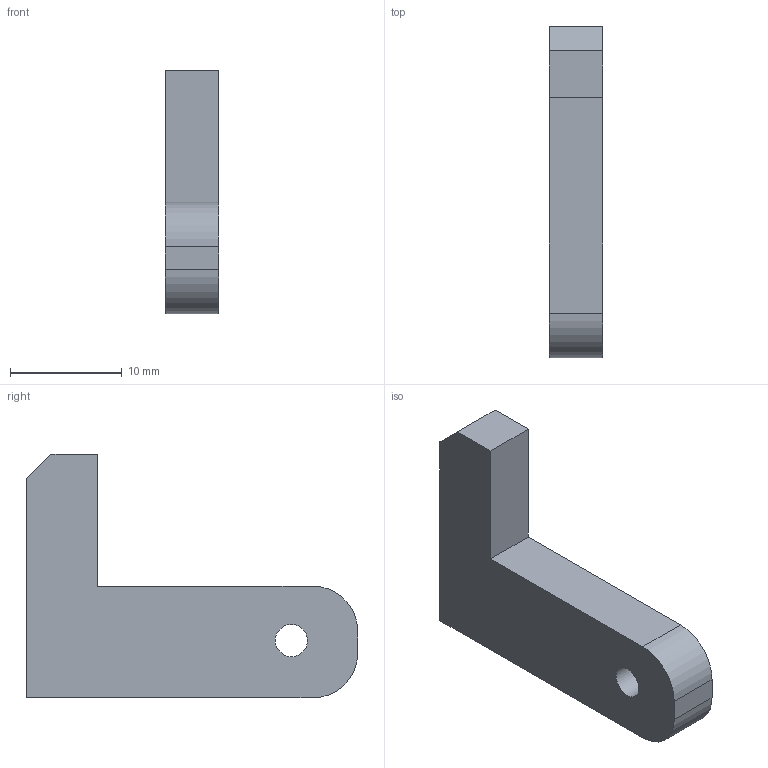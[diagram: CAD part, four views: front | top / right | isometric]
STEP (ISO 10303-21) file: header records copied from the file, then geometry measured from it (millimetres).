
FILE_DESCRIPTION(('HOOPS Exchange Step'),'2;1');
FILE_NAME('temp_export','2026-02-08T15:29:07-06:00',('mobile'),('Shapr3D Limited'),'HOOPS Exchange 2025.9','Shapr3D','Authorized');
FILE_SCHEMA( ('AP242_MANAGED_MODEL_BASED_3D_ENGINEERING_MIM_LF {1 0 10303 442 1 1 4}') );
Length unit declared in the file: millimetre
Products named in the file (3): Trigger Linkage; Back; root
Assembly tree (2 placements, depth 3):
  root
    Back
      Trigger Linkage
Bounding box: 4.8 x 29.71 x 21.85 mm (x, y, z)
Volume: 1714.3 mm3; surface area: 1230.3 mm2
Topology: 1 solids, 1 shells, 12 faces, 30 edges, 20 vertices
Faces by surface type: plane 9, cylinder 3
Full cylindrical faces by diameter (mm): 2.9 x1
Entity records: 450 total; most frequent: DIRECTION 72, CARTESIAN_POINT 68, ORIENTED_EDGE 60, EDGE_CURVE 30, AXIS2_PLACEMENT_3D 24, VECTOR 24, LINE 24, VERTEX_POINT 20
